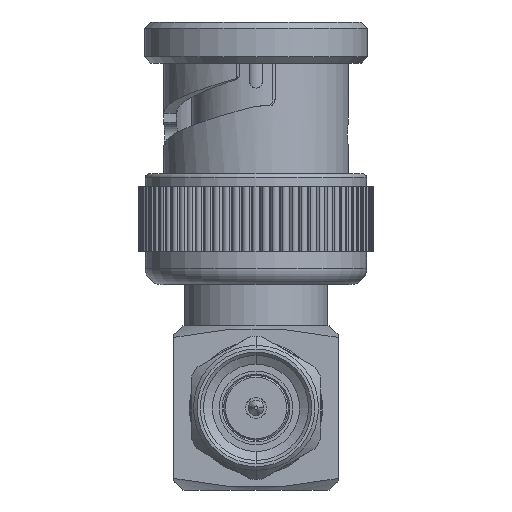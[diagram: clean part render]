
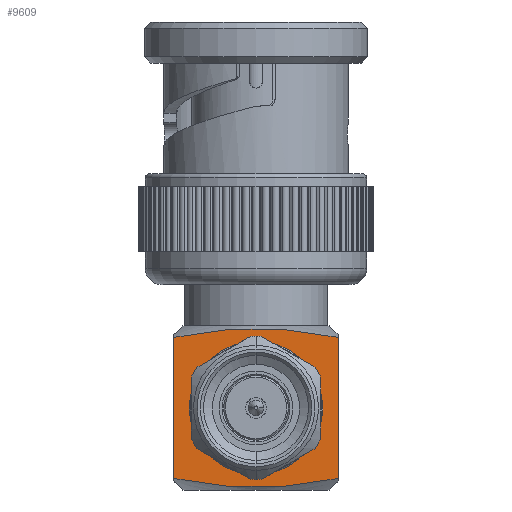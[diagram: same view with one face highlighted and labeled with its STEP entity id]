
A CAD part, left-side view. The second image highlights one B-rep face of the part: STEP entity #9609.
In plain terms, the highlighted face is planar.
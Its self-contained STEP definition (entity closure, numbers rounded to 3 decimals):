
#598 = ORIENTED_EDGE ( 'NONE', *, *, #5550, .T. ) ;
#916 = CARTESIAN_POINT ( 'NONE',  ( 3.396, 5.08, -28.551 ) ) ;
#1006 = CARTESIAN_POINT ( 'NONE',  ( 5.08, 5.08, -28.25 ) ) ;
#1049 = CARTESIAN_POINT ( 'NONE',  ( -5.08, 5.08, -28.964 ) ) ;
#1163 = CARTESIAN_POINT ( 'NONE',  ( -1.702, 5.08, -19.014 ) ) ;
#1456 = ORIENTED_EDGE ( 'NONE', *, *, #12282, .F. ) ;
#1797 = DIRECTION ( 'NONE',  ( 0., 0., -1. ) ) ;
#2184 = CARTESIAN_POINT ( 'NONE',  ( 4.241, 5.08, -28.409 ) ) ;
#2444 = CARTESIAN_POINT ( 'NONE',  ( -5.08, 5.08, -28.25 ) ) ;
#2830 = AXIS2_PLACEMENT_3D ( 'NONE', #10445, #14456, #4905 ) ;
#2863 = FACE_OUTER_BOUND ( 'NONE', #5398, .T. ) ;
#2869 = CARTESIAN_POINT ( 'NONE',  ( -3.394, 5.08, -19.217 ) ) ;
#3743 = VERTEX_POINT ( 'NONE', #11938 ) ;
#3747 = CIRCLE ( 'NONE', #9163, 4.127 ) ;
#3831 = LINE ( 'NONE', #1049, #5896 ) ;
#3964 = CARTESIAN_POINT ( 'NONE',  ( -0.855, 5.08, -18.954 ) ) ;
#4132 = CARTESIAN_POINT ( 'NONE',  ( -4.24, 5.08, -19.358 ) ) ;
#4227 = ORIENTED_EDGE ( 'NONE', *, *, #4918, .F. ) ;
#4905 = DIRECTION ( 'NONE',  ( 0., 0., -1. ) ) ;
#4918 = EDGE_CURVE ( 'NONE', #6775, #10576, #10665, .T. ) ;
#4947 = CARTESIAN_POINT ( 'NONE',  ( 1.693, 5.08, -28.755 ) ) ;
#5398 = EDGE_LOOP ( 'NONE', ( #598, #16249, #4227, #16221 ) ) ;
#5550 = EDGE_CURVE ( 'NONE', #5614, #3743, #3831, .T. ) ;
#5614 = VERTEX_POINT ( 'NONE', #13900 ) ;
#5896 = VECTOR ( 'NONE', #6484, 1000. ) ;
#6358 = CARTESIAN_POINT ( 'NONE',  ( -0.855, 5.08, -28.814 ) ) ;
#6484 = DIRECTION ( 'NONE',  ( 0., 0., 1. ) ) ;
#6775 = VERTEX_POINT ( 'NONE', #14915 ) ;
#6967 = CARTESIAN_POINT ( 'NONE',  ( 3.396, 5.08, -19.217 ) ) ;
#7627 = CARTESIAN_POINT ( 'NONE',  ( 0.843, 5.08, -28.815 ) ) ;
#7944 = AXIS2_PLACEMENT_3D ( 'NONE', #13402, #12070, #12250 ) ;
#8576 = CARTESIAN_POINT ( 'NONE',  ( 0., 5.08, -23.884 ) ) ;
#8683 = CARTESIAN_POINT ( 'NONE',  ( 5.08, 5.08, -19.518 ) ) ;
#8872 = CARTESIAN_POINT ( 'NONE',  ( -3.394, 5.08, -28.551 ) ) ;
#8949 = EDGE_CURVE ( 'NONE', #6775, #5614, #10700, .T. ) ;
#9163 = AXIS2_PLACEMENT_3D ( 'NONE', #8576, #14029, #1797 ) ;
#9386 = CARTESIAN_POINT ( 'NONE',  ( 0.843, 5.08, -18.953 ) ) ;
#9561 = CARTESIAN_POINT ( 'NONE',  ( -5.08, 5.08, -19.518 ) ) ;
#9609 = ADVANCED_FACE ( 'NONE', ( #12166, #2863 ), #10814, .F. ) ;
#9956 = EDGE_CURVE ( 'NONE', #12032, #16605, #17663, .T. ) ;
#10289 = ORIENTED_EDGE ( 'NONE', *, *, #9956, .F. ) ;
#10445 = CARTESIAN_POINT ( 'NONE',  ( 0., 5.08, -23.884 ) ) ;
#10576 = VERTEX_POINT ( 'NONE', #8683 ) ;
#10665 = LINE ( 'NONE', #16116, #16138 ) ;
#10700 = B_SPLINE_CURVE_WITH_KNOTS ( 'NONE', 3,
 ( #1006, #2184, #916, #4947, #7627, #6358, #13338, #8872, #13080, #2444 ),
 .UNSPECIFIED., .F., .F.,
 ( 4, 2, 2, 2, 4 ),
 ( 0.018, 0.02, 0.023, 0.025, 0.028 ),
 .UNSPECIFIED. ) ;
#10814 = PLANE ( 'NONE',  #7944 ) ;
#10999 = CARTESIAN_POINT ( 'NONE',  ( 5.08, 5.08, -19.518 ) ) ;
#11281 = CARTESIAN_POINT ( 'NONE',  ( 0., 5.08, -28.012 ) ) ;
#11938 = CARTESIAN_POINT ( 'NONE',  ( -5.08, 5.08, -19.518 ) ) ;
#12032 = VERTEX_POINT ( 'NONE', #16847 ) ;
#12070 = DIRECTION ( 'NONE',  ( 0., -1., 0. ) ) ;
#12166 = FACE_BOUND ( 'NONE', #15803, .T. ) ;
#12250 = DIRECTION ( 'NONE',  ( 0., 0., -1. ) ) ;
#12282 = EDGE_CURVE ( 'NONE', #16605, #12032, #3747, .T. ) ;
#12929 = DIRECTION ( 'NONE',  ( 0., 0., 1. ) ) ;
#13029 = EDGE_CURVE ( 'NONE', #3743, #10576, #13262, .T. ) ;
#13080 = CARTESIAN_POINT ( 'NONE',  ( -4.24, 5.08, -28.41 ) ) ;
#13262 = B_SPLINE_CURVE_WITH_KNOTS ( 'NONE', 3,
 ( #9561, #4132, #2869, #1163, #3964, #9386, #15180, #6967, #14834, #10999 ),
 .UNSPECIFIED., .F., .F.,
 ( 4, 2, 2, 2, 4 ),
 ( 0.005, 0.008, 0.011, 0.013, 0.016 ),
 .UNSPECIFIED. ) ;
#13338 = CARTESIAN_POINT ( 'NONE',  ( -1.702, 5.08, -28.754 ) ) ;
#13402 = CARTESIAN_POINT ( 'NONE',  ( 5.08, 5.08, -28.964 ) ) ;
#13900 = CARTESIAN_POINT ( 'NONE',  ( -5.08, 5.08, -28.25 ) ) ;
#14029 = DIRECTION ( 'NONE',  ( 0., 1., 0. ) ) ;
#14456 = DIRECTION ( 'NONE',  ( 0., 1., 0. ) ) ;
#14834 = CARTESIAN_POINT ( 'NONE',  ( 4.241, 5.08, -19.359 ) ) ;
#14915 = CARTESIAN_POINT ( 'NONE',  ( 5.08, 5.08, -28.25 ) ) ;
#15180 = CARTESIAN_POINT ( 'NONE',  ( 1.693, 5.08, -19.013 ) ) ;
#15803 = EDGE_LOOP ( 'NONE', ( #1456, #10289 ) ) ;
#16116 = CARTESIAN_POINT ( 'NONE',  ( 5.08, 5.08, -28.964 ) ) ;
#16138 = VECTOR ( 'NONE', #12929, 1000. ) ;
#16221 = ORIENTED_EDGE ( 'NONE', *, *, #8949, .T. ) ;
#16249 = ORIENTED_EDGE ( 'NONE', *, *, #13029, .T. ) ;
#16605 = VERTEX_POINT ( 'NONE', #11281 ) ;
#16847 = CARTESIAN_POINT ( 'NONE',  ( 0., 5.08, -19.757 ) ) ;
#17663 = CIRCLE ( 'NONE', #2830, 4.127 ) ;
